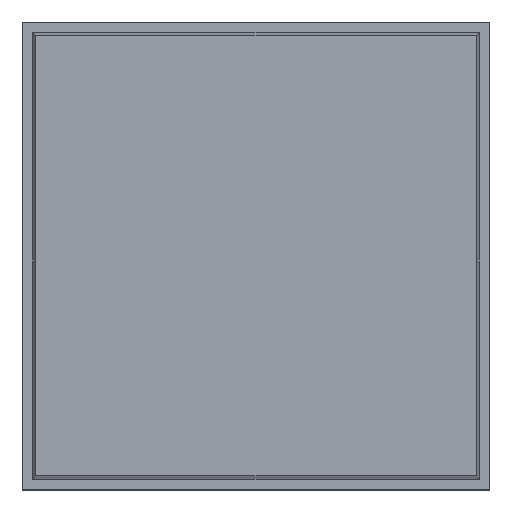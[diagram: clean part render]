
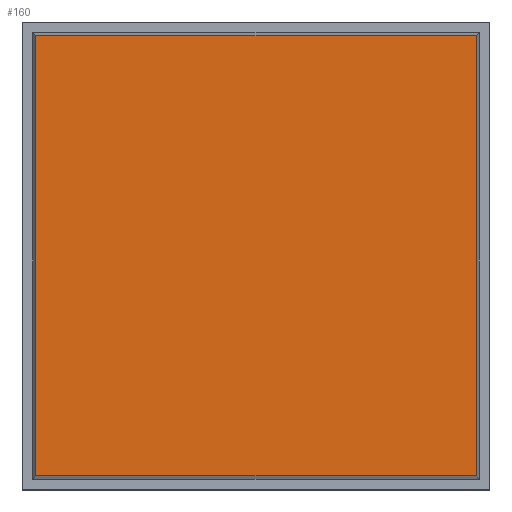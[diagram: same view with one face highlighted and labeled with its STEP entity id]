
A CAD part, top view. The second image highlights one B-rep face of the part: STEP entity #160.
In plain terms, the highlighted planar face has unit normal (0, 0, 1).
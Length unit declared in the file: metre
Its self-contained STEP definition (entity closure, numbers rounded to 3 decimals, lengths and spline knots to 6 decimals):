
#18 = VERTEX_POINT ( 'NONE', #422 ) ;
#25 = LINE ( 'NONE', #229, #332 ) ;
#27 = EDGE_LOOP ( 'NONE', ( #369, #228, #34, #417 ) ) ;
#34 = ORIENTED_EDGE ( 'NONE', *, *, #153, .F. ) ;
#35 = EDGE_CURVE ( 'NONE', #385, #615, #25, .T. ) ;
#47 = DIRECTION ( 'NONE',  ( 0., 1., 0. ) ) ;
#67 = CARTESIAN_POINT ( 'NONE',  ( -0.2915, 0.2915, 0.0236 ) ) ;
#101 = CARTESIAN_POINT ( 'NONE',  ( 0., 0., 0.0236 ) ) ;
#104 = DIRECTION ( 'NONE',  ( 0., 0., 1. ) ) ;
#127 = EDGE_CURVE ( 'NONE', #18, #385, #489, .T. ) ;
#153 = EDGE_CURVE ( 'NONE', #615, #569, #504, .T. ) ;
#160 = ADVANCED_FACE ( 'NONE', ( #442 ), #492, .T. ) ;
#183 = CARTESIAN_POINT ( 'NONE',  ( -0.2915, 0.2915, 0.0236 ) ) ;
#221 = AXIS2_PLACEMENT_3D ( 'NONE', #101, #104, #247 ) ;
#228 = ORIENTED_EDGE ( 'NONE', *, *, #445, .F. ) ;
#229 = CARTESIAN_POINT ( 'NONE',  ( -0.2915, -0.2915, 0.0236 ) ) ;
#247 = DIRECTION ( 'NONE',  ( 0., -1., 0. ) ) ;
#312 = LINE ( 'NONE', #67, #644 ) ;
#332 = VECTOR ( 'NONE', #519, 1. ) ;
#338 = CARTESIAN_POINT ( 'NONE',  ( -0.2915, -0.2915, 0.0236 ) ) ;
#360 = DIRECTION ( 'NONE',  ( 1., 0., 0. ) ) ;
#364 = VECTOR ( 'NONE', #47, 1. ) ;
#369 = ORIENTED_EDGE ( 'NONE', *, *, #127, .F. ) ;
#385 = VERTEX_POINT ( 'NONE', #551 ) ;
#417 = ORIENTED_EDGE ( 'NONE', *, *, #35, .F. ) ;
#422 = CARTESIAN_POINT ( 'NONE',  ( 0.2915, 0.2915, 0.0236 ) ) ;
#442 = FACE_OUTER_BOUND ( 'NONE', #27, .T. ) ;
#445 = EDGE_CURVE ( 'NONE', #569, #18, #312, .T. ) ;
#489 = LINE ( 'NONE', #574, #622 ) ;
#492 = PLANE ( 'NONE',  #221 ) ;
#504 = LINE ( 'NONE', #545, #364 ) ;
#519 = DIRECTION ( 'NONE',  ( -1., 0., 0. ) ) ;
#522 = DIRECTION ( 'NONE',  ( 0., -1., 0. ) ) ;
#545 = CARTESIAN_POINT ( 'NONE',  ( -0.2915, 0.2915, 0.0236 ) ) ;
#551 = CARTESIAN_POINT ( 'NONE',  ( 0.2915, -0.2915, 0.0236 ) ) ;
#569 = VERTEX_POINT ( 'NONE', #183 ) ;
#574 = CARTESIAN_POINT ( 'NONE',  ( 0.2915, 0.2915, 0.0236 ) ) ;
#615 = VERTEX_POINT ( 'NONE', #338 ) ;
#622 = VECTOR ( 'NONE', #522, 1. ) ;
#644 = VECTOR ( 'NONE', #360, 1. ) ;
